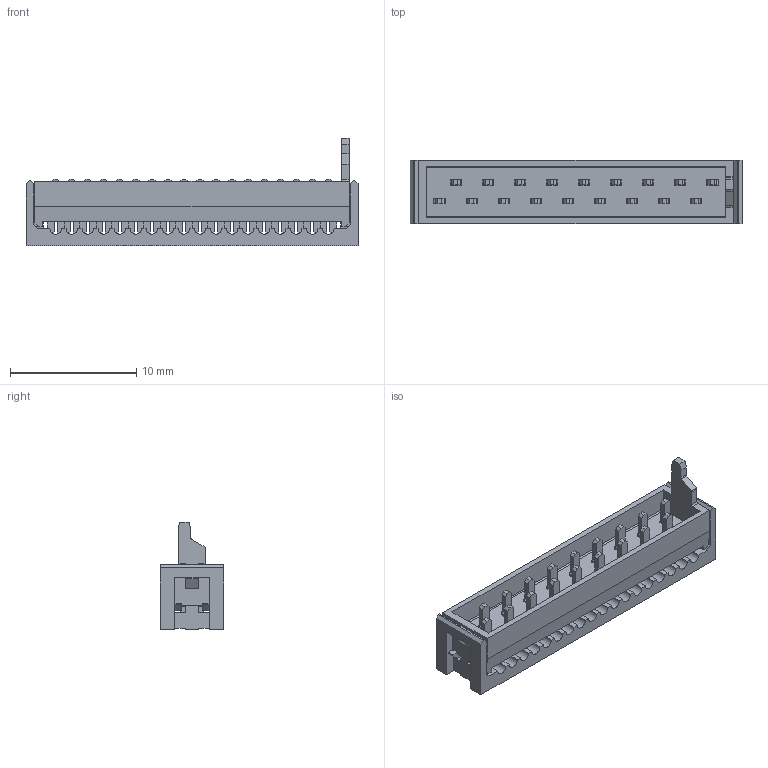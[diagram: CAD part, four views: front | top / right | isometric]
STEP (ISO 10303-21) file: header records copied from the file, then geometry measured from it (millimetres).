
FILE_DESCRIPTION(/* description */ ('Unknown'),/* implementation_level */ '2;1');
FILE_NAME(/* name */ '690157001872',/* time_stamp */ '2017-03-30T17:36:28+02:00',/* author */ ('Unknown'),/* organization */ ('Unknown'),/* preprocessor_version */ 'ST-DEVELOPER v16.7',/* originating_system */ 'DEX',/* authorisation */ $);
FILE_SCHEMA (('AUTOMOTIVE_DESIGN {1 0 10303 214 3 1 1}'));
Length unit declared in the file: millimetre
Products named in the file (4): 69015700xx72; 690157001872; 690157001872_Cover; 69015700xx72_Pin
Assembly tree (20 placements, depth 2):
  69015700xx72
    690157001872
    690157001872_Cover
    69015700xx72_Pin  x18
Bounding box: 26.29 x 5 x 8.5 mm (x, y, z)
Volume: 372.2 mm3; surface area: 1425.5 mm2
Topology: 20 solids, 20 shells, 1044 faces, 3126 edges, 2084 vertices
Faces by surface type: plane 732, cylinder 312
Entity records: 15500 total; most frequent: ORIENTED_EDGE 2784, CARTESIAN_POINT 2773, DIRECTION 2412, EDGE_CURVE 1392, LINE 1278, VECTOR 1278, VERTEX_POINT 928, AXIS2_PLACEMENT_3D 567
